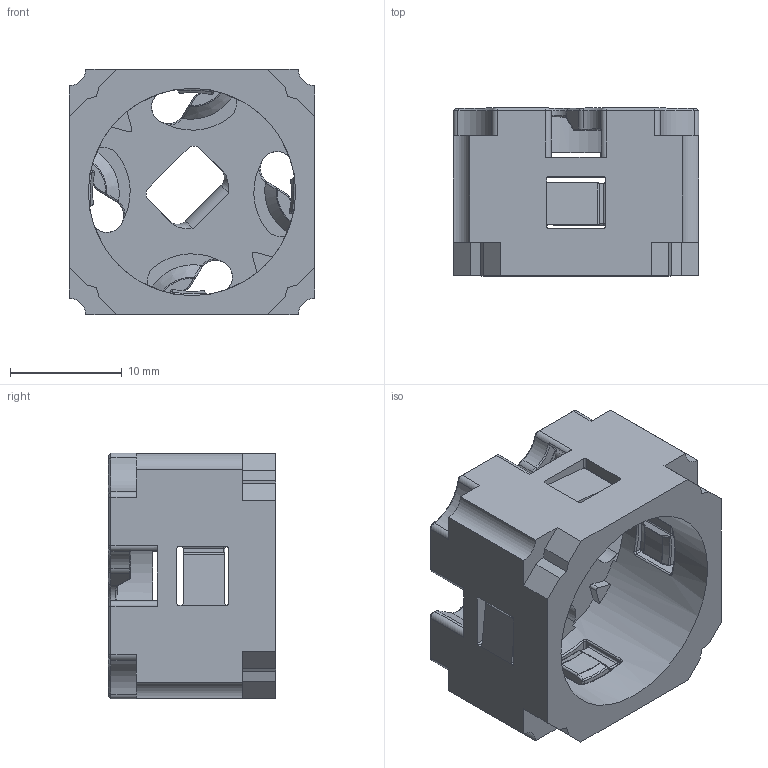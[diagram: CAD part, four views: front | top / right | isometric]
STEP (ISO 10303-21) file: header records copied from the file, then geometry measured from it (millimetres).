
FILE_DESCRIPTION(/* description */ (''),/* implementation_level */ '2;1');
FILE_NAME(/* name */ 'Cell Lock Square.step',/* time_stamp */ '2026-02-26T14:10:14-05:00',/* author */ (''),/* organization */ (''),/* preprocessor_version */ 'ST-DEVELOPER v20.1',/* originating_system */ 'Autodesk Translation Framework v14.21.0.0',/* authorisation */ '');
FILE_SCHEMA (('AUTOMOTIVE_DESIGN { 1 0 10303 214 3 1 1 }'));
Length unit declared in the file: millimetre
Products named in the file (1): Cell Lock Square
Bounding box: 22 x 15 x 22 mm (x, y, z)
Volume: 3358.1 mm3; surface area: 3136.8 mm2
Topology: 1 solids, 5 shells, 481 faces, 1205 edges, 726 vertices
Faces by surface type: plane 145, cylinder 140, bspline 76, cone 50, torus 42, sphere 28
Full cylindrical faces by diameter (mm): 18.55 x1
Entity records: 16779 total; most frequent: CARTESIAN_POINT 5521, ORIENTED_EDGE 2410, DIRECTION 2301, EDGE_CURVE 1205, AXIS2_PLACEMENT_3D 886, VERTEX_POINT 726, LINE 529, VECTOR 529
